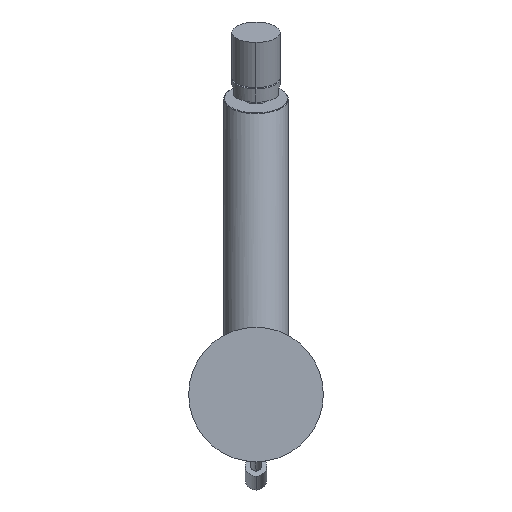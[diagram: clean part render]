
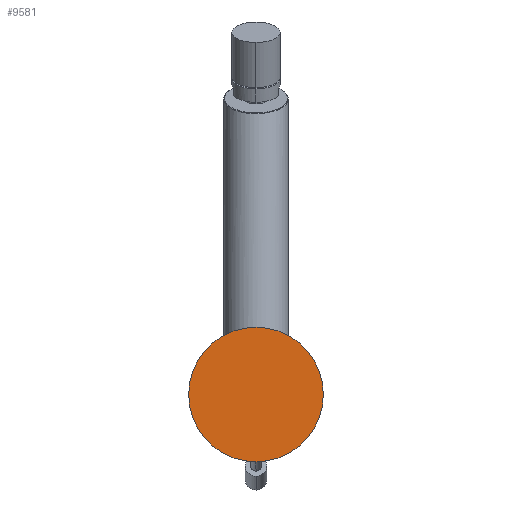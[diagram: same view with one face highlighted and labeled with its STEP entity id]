
A CAD part, front view. The second image highlights one B-rep face of the part: STEP entity #9581.
In plain terms, the highlighted planar face has unit normal (0, -1, 0).
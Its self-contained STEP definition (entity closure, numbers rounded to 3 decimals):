
#3181=CARTESIAN_POINT('',(0.,-4.,0.));
#3182=DIRECTION('',(0.,1.,0.));
#3183=DIRECTION('',(1.,0.,0.));
#3184=AXIS2_PLACEMENT_3D('',#3181,#3182,#3183);
#3186=CARTESIAN_POINT('',(0.,-4.,0.));
#3187=DIRECTION('',(0.,-1.,0.));
#3188=DIRECTION('',(1.,0.,0.));
#3189=AXIS2_PLACEMENT_3D('',#3186,#3187,#3188);
#4439=CARTESIAN_POINT('',(25.,-4.,0.));
#4441=VERTEX_POINT('',#4439);
#4443=CARTESIAN_POINT('',(-25.,-4.,0.));
#4445=VERTEX_POINT('',#4443);
#9572=CARTESIAN_POINT('',(0.,-4.,0.));
#9573=DIRECTION('',(0.,-1.,0.));
#9574=DIRECTION('',(-1.,0.,0.));
#9575=AXIS2_PLACEMENT_3D('',#9572,#9573,#9574);
#9576=PLANE('',#9575);
#9577=ORIENTED_EDGE('',*,*,#9558,.F.);
#9578=ORIENTED_EDGE('',*,*,#9540,.T.);
#9579=EDGE_LOOP('',(#9577,#9578));
#9580=FACE_OUTER_BOUND('',#9579,.F.);
#9581=ADVANCED_FACE('',(#9580),#9576,.T.);
#3185=CIRCLE('',#3184,25.);
#3190=CIRCLE('',#3189,25.);
#9540=EDGE_CURVE('',#4441,#4445,#3185,.T.);
#9558=EDGE_CURVE('',#4441,#4445,#3190,.T.);
